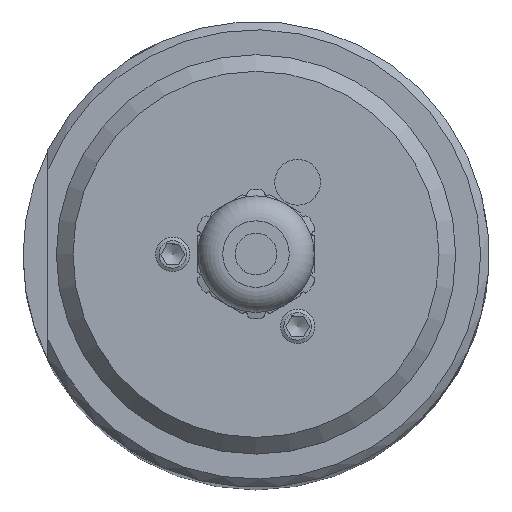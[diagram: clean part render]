
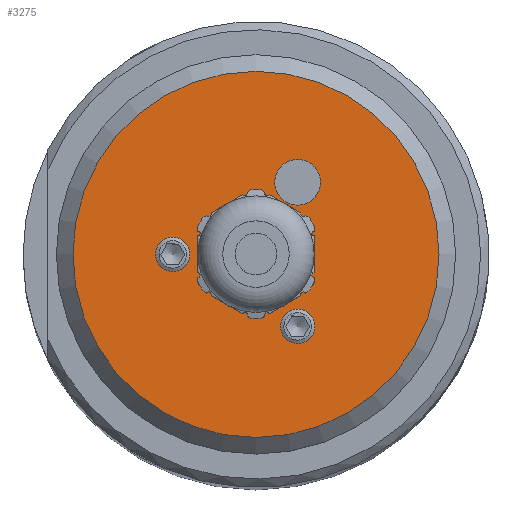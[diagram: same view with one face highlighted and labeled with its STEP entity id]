
A CAD part, top view. The second image highlights one B-rep face of the part: STEP entity #3275.
In plain terms, the highlighted planar face has unit normal (0, 0, 1).
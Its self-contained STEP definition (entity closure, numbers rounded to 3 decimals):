
#542=FACE_BOUND('',#1076,.T.);
#543=FACE_BOUND('',#1077,.T.);
#544=FACE_BOUND('',#1078,.T.);
#545=FACE_BOUND('',#1079,.T.);
#847=FACE_OUTER_BOUND('',#1075,.T.);
#1075=EDGE_LOOP('',(#2779));
#1076=EDGE_LOOP('',(#2780,#2781,#2782,#2783,#2784,#2785));
#1077=EDGE_LOOP('',(#2786));
#1078=EDGE_LOOP('',(#2787));
#1079=EDGE_LOOP('',(#2788));
#1105=CIRCLE('',#3382,7.);
#1107=CIRCLE('',#3385,7.);
#1109=CIRCLE('',#3388,7.);
#1111=CIRCLE('',#3391,7.);
#1113=CIRCLE('',#3394,7.);
#1133=CIRCLE('',#3433,7.);
#1177=CIRCLE('',#3562,2.75);
#1178=CIRCLE('',#3564,2.065);
#1179=CIRCLE('',#3566,2.065);
#1180=CIRCLE('',#3568,22.);
#1277=VERTEX_POINT('',#5289);
#1287=VERTEX_POINT('',#5366);
#1297=VERTEX_POINT('',#5443);
#1307=VERTEX_POINT('',#5520);
#1317=VERTEX_POINT('',#5597);
#1324=VERTEX_POINT('',#5627);
#1466=VERTEX_POINT('',#6575);
#1467=VERTEX_POINT('',#6578);
#1468=VERTEX_POINT('',#6581);
#1469=VERTEX_POINT('',#6584);
#1712=EDGE_CURVE('',#1317,#1324,#1105,.T.);
#1714=EDGE_CURVE('',#1307,#1317,#1107,.T.);
#1716=EDGE_CURVE('',#1297,#1307,#1109,.T.);
#1718=EDGE_CURVE('',#1287,#1297,#1111,.T.);
#1720=EDGE_CURVE('',#1277,#1287,#1113,.T.);
#1740=EDGE_CURVE('',#1324,#1277,#1133,.T.);
#1906=EDGE_CURVE('',#1466,#1466,#1177,.T.);
#1907=EDGE_CURVE('',#1467,#1467,#1178,.T.);
#1908=EDGE_CURVE('',#1468,#1468,#1179,.T.);
#1909=EDGE_CURVE('',#1469,#1469,#1180,.T.);
#2779=ORIENTED_EDGE('',*,*,#1909,.F.);
#2780=ORIENTED_EDGE('',*,*,#1712,.T.);
#2781=ORIENTED_EDGE('',*,*,#1740,.T.);
#2782=ORIENTED_EDGE('',*,*,#1720,.T.);
#2783=ORIENTED_EDGE('',*,*,#1718,.T.);
#2784=ORIENTED_EDGE('',*,*,#1716,.T.);
#2785=ORIENTED_EDGE('',*,*,#1714,.T.);
#2786=ORIENTED_EDGE('',*,*,#1908,.T.);
#2787=ORIENTED_EDGE('',*,*,#1907,.T.);
#2788=ORIENTED_EDGE('',*,*,#1906,.F.);
#2889=PLANE('',#3570);
#3275=ADVANCED_FACE('',(#847,#542,#543,#544,#545),#2889,.T.);
#3382=AXIS2_PLACEMENT_3D('',#6016,#3852,#3853);
#3385=AXIS2_PLACEMENT_3D('',#6019,#3858,#3859);
#3388=AXIS2_PLACEMENT_3D('',#6022,#3864,#3865);
#3391=AXIS2_PLACEMENT_3D('',#6025,#3870,#3871);
#3394=AXIS2_PLACEMENT_3D('',#6028,#3876,#3877);
#3433=AXIS2_PLACEMENT_3D('',#6069,#3954,#3955);
#3562=AXIS2_PLACEMENT_3D('',#6576,#4308,#4309);
#3564=AXIS2_PLACEMENT_3D('',#6579,#4312,#4313);
#3566=AXIS2_PLACEMENT_3D('',#6582,#4316,#4317);
#3568=AXIS2_PLACEMENT_3D('',#6585,#4320,#4321);
#3570=AXIS2_PLACEMENT_3D('',#6588,#4324,#4325);
#3852=DIRECTION('center_axis',(0.,0.,
-1.));
#3853=DIRECTION('ref_axis',(-1.,0.,0.));
#3858=DIRECTION('center_axis',(0.,0.,
-1.));
#3859=DIRECTION('ref_axis',(-1.,0.,0.));
#3864=DIRECTION('center_axis',(0.,0.,
-1.));
#3865=DIRECTION('ref_axis',(-1.,0.,0.));
#3870=DIRECTION('center_axis',(0.,0.,
-1.));
#3871=DIRECTION('ref_axis',(-1.,0.,0.));
#3876=DIRECTION('center_axis',(0.,0.,
-1.));
#3877=DIRECTION('ref_axis',(-1.,0.,0.));
#3954=DIRECTION('center_axis',(0.,0.,
-1.));
#3955=DIRECTION('ref_axis',(-1.,0.,0.));
#4308=DIRECTION('center_axis',(0.,0.,
1.));
#4309=DIRECTION('ref_axis',(0.866,0.5,0.));
#4312=DIRECTION('center_axis',(0.,0.,
-1.));
#4313=DIRECTION('ref_axis',(0.,1.,0.));
#4316=DIRECTION('center_axis',(0.,0.,
-1.));
#4317=DIRECTION('ref_axis',(0.,1.,0.));
#4320=DIRECTION('center_axis',(0.,0.,
-1.));
#4321=DIRECTION('ref_axis',(0.,1.,0.));
#4324=DIRECTION('center_axis',(0.,0.,
1.));
#4325=DIRECTION('ref_axis',(1.,0.,0.));
#5289=CARTESIAN_POINT('',(3.5,-6.062,181.8));
#5366=CARTESIAN_POINT('',(-3.5,-6.062,181.8));
#5443=CARTESIAN_POINT('',(-7.,0.,181.8));
#5520=CARTESIAN_POINT('',(-3.5,6.062,181.8));
#5597=CARTESIAN_POINT('',(3.5,6.062,181.8));
#5627=CARTESIAN_POINT('',(7.,0.,181.8));
#6016=CARTESIAN_POINT('Origin',(0.,0.,
181.8));
#6019=CARTESIAN_POINT('Origin',(0.,0.,
181.8));
#6022=CARTESIAN_POINT('Origin',(0.,0.,
181.8));
#6025=CARTESIAN_POINT('Origin',(0.,0.,
181.8));
#6028=CARTESIAN_POINT('Origin',(0.,0.,
181.8));
#6069=CARTESIAN_POINT('Origin',(0.,0.,
181.8));
#6575=CARTESIAN_POINT('',(2.618,7.285,181.8));
#6576=CARTESIAN_POINT('Origin',(5.,8.66,181.8));
#6578=CARTESIAN_POINT('',(5.,-6.595,181.8));
#6579=CARTESIAN_POINT('Origin',(5.,-8.66,181.8));
#6581=CARTESIAN_POINT('',(-10.,2.065,181.8));
#6582=CARTESIAN_POINT('Origin',(-10.,0.,
181.8));
#6584=CARTESIAN_POINT('',(0.,-22.,181.8));
#6585=CARTESIAN_POINT('Origin',(0.,0.,
181.8));
#6588=CARTESIAN_POINT('Origin',(0.,-12.,
181.8));
